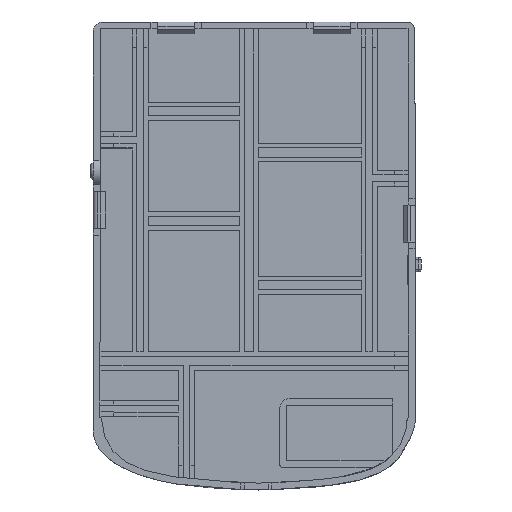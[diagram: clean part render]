
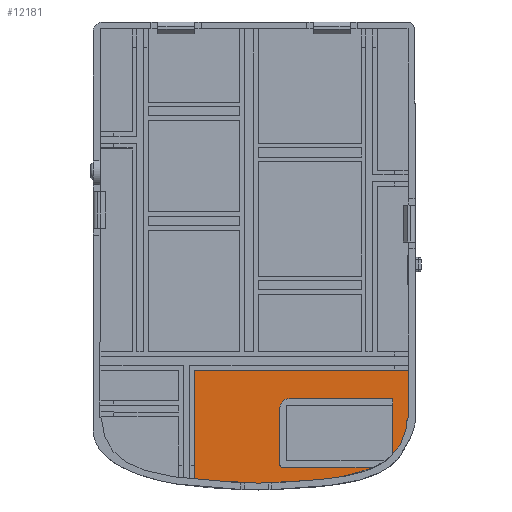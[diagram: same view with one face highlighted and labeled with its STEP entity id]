
A CAD part, top view. The second image highlights one B-rep face of the part: STEP entity #12181.
In plain terms, the highlighted planar face has unit normal (0, 0, 1).
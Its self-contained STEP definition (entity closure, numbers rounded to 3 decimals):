
#645=DIRECTION('',(0.002,-1.,0.));
#646=VECTOR('',#645,10.266);
#647=CARTESIAN_POINT('',(170.47,90.656,-9.));
#648=LINE('',#647,#646);
#1069=CARTESIAN_POINT('',(137.629,65.991,-9.));
#1070=CARTESIAN_POINT('',(135.035,65.991,-9.));
#1071=CARTESIAN_POINT('',(130.39,66.272,-9.));
#1072=CARTESIAN_POINT('',(125.748,66.579,-9.));
#1073=CARTESIAN_POINT('',(123.72,66.783,-9.));
#2069=CARTESIAN_POINT('',(167.583,73.089,-9.));
#2070=CARTESIAN_POINT('',(167.468,72.899,-9.));
#2071=CARTESIAN_POINT('',(166.347,71.223,-9.));
#2072=CARTESIAN_POINT('',(162.281,68.704,-9.));
#2073=CARTESIAN_POINT('',(154.779,66.933,-9.));
#2074=CARTESIAN_POINT('',(146.264,66.357,-9.));
#2075=CARTESIAN_POINT('',(140.222,65.991,-9.));
#2076=CARTESIAN_POINT('',(137.629,65.991,-9.));
#2106=DIRECTION('',(-0.69,-0.724,0.));
#2107=VECTOR('',#2106,1.453);
#2108=CARTESIAN_POINT('',(168.585,74.141,-9.));
#2109=LINE('',#2108,#2107);
#2130=DIRECTION('',(-0.346,-0.938,0.));
#2131=VECTOR('',#2130,4.473);
#2132=CARTESIAN_POINT('',(170.131,78.338,-9.));
#2133=LINE('',#2132,#2131);
#2150=DIRECTION('',(0.,-1.,0.));
#2151=VECTOR('',#2150,1.363);
#2152=CARTESIAN_POINT('',(170.131,79.702,-9.));
#2153=LINE('',#2152,#2151);
#2177=CARTESIAN_POINT('',(170.131,79.702,-9.));
#2178=CARTESIAN_POINT('',(170.131,79.804,-9.));
#2179=CARTESIAN_POINT('',(170.226,80.007,-9.));
#2180=CARTESIAN_POINT('',(170.415,80.242,-9.));
#2181=CARTESIAN_POINT('',(170.483,80.382,-9.));
#2182=CARTESIAN_POINT('',(170.486,80.39,-9.));
#4610=DIRECTION('',(0.,-1.,0.));
#4611=VECTOR('',#4610,23.873);
#4612=CARTESIAN_POINT('',(123.72,90.656,-9.));
#4613=LINE('',#4612,#4611);
#4614=DIRECTION('',(-1.,0.,0.));
#4615=VECTOR('',#4614,46.75);
#4616=CARTESIAN_POINT('',(170.47,90.656,-9.));
#4617=LINE('',#4616,#4615);
#5202=VERTEX_POINT('',#2177);
#5203=VERTEX_POINT('',#2182);
#5204=CARTESIAN_POINT('',(170.131,78.338,-9.));
#5205=VERTEX_POINT('',#5204);
#5206=CARTESIAN_POINT('',(168.585,74.141,-9.));
#5207=VERTEX_POINT('',#5206);
#5208=CARTESIAN_POINT('',(167.583,73.089,-9.));
#5209=VERTEX_POINT('',#5208);
#5225=VERTEX_POINT('',#2076);
#5394=CARTESIAN_POINT('',(123.72,66.783,-9.));
#5395=VERTEX_POINT('',#5394);
#5408=CARTESIAN_POINT('',(170.47,90.656,-9.));
#5410=VERTEX_POINT('',#5408);
#5488=CARTESIAN_POINT('',(123.72,90.656,-9.));
#5490=VERTEX_POINT('',#5488);
#12163=CARTESIAN_POINT('',(0.,0.,-9.));
#12164=DIRECTION('',(0.,0.,-1.));
#12165=DIRECTION('',(-1.,0.,0.));
#12166=AXIS2_PLACEMENT_3D('',#12163,#12164,#12165);
#12167=PLANE('',#12166);
#12169=ORIENTED_EDGE('',*,*,#12168,.F.);
#12170=ORIENTED_EDGE('',*,*,#6861,.T.);
#12171=ORIENTED_EDGE('',*,*,#8568,.F.);
#12172=ORIENTED_EDGE('',*,*,#8531,.T.);
#12173=ORIENTED_EDGE('',*,*,#8502,.T.);
#12174=ORIENTED_EDGE('',*,*,#8472,.T.);
#12175=ORIENTED_EDGE('',*,*,#8424,.T.);
#12176=ORIENTED_EDGE('',*,*,#7295,.T.);
#12178=ORIENTED_EDGE('',*,*,#12177,.F.);
#12179=EDGE_LOOP('',(#12169,#12170,#12171,#12172,#12173,#12174,#12175,#12176,
#12178));
#12180=FACE_OUTER_BOUND('',#12179,.F.);
#1074=B_SPLINE_CURVE_WITH_KNOTS('',3,(#1069,#1070,#1071,#1072,#1073),
.UNSPECIFIED.,.F.,.F.,(4,1,4),(0.,0.561,1.),.UNSPECIFIED.);
#2077=B_SPLINE_CURVE_WITH_KNOTS('',3,(#2069,#2070,#2071,#2072,#2073,#2074,#2075,
#2076),.UNSPECIFIED.,.F.,.F.,(4,1,1,1,1,4),(0.,0.021,
0.191,0.426,0.753,1.),.UNSPECIFIED.);
#2183=B_SPLINE_CURVE_WITH_KNOTS('',3,(#2177,#2178,#2179,#2180,#2181,#2182),
.UNSPECIFIED.,.F.,.F.,(4,1,1,4),(0.,0.487,0.973,1.),
.UNSPECIFIED.);
#6861=EDGE_CURVE('',#5410,#5203,#648,.T.);
#7295=EDGE_CURVE('',#5225,#5395,#1074,.T.);
#8424=EDGE_CURVE('',#5209,#5225,#2077,.T.);
#8472=EDGE_CURVE('',#5207,#5209,#2109,.T.);
#8502=EDGE_CURVE('',#5205,#5207,#2133,.T.);
#8531=EDGE_CURVE('',#5202,#5205,#2153,.T.);
#8568=EDGE_CURVE('',#5202,#5203,#2183,.T.);
#12168=EDGE_CURVE('',#5410,#5490,#4617,.T.);
#12177=EDGE_CURVE('',#5490,#5395,#4613,.T.);
#12181=ADVANCED_FACE('',(#12180),#12167,.F.);
